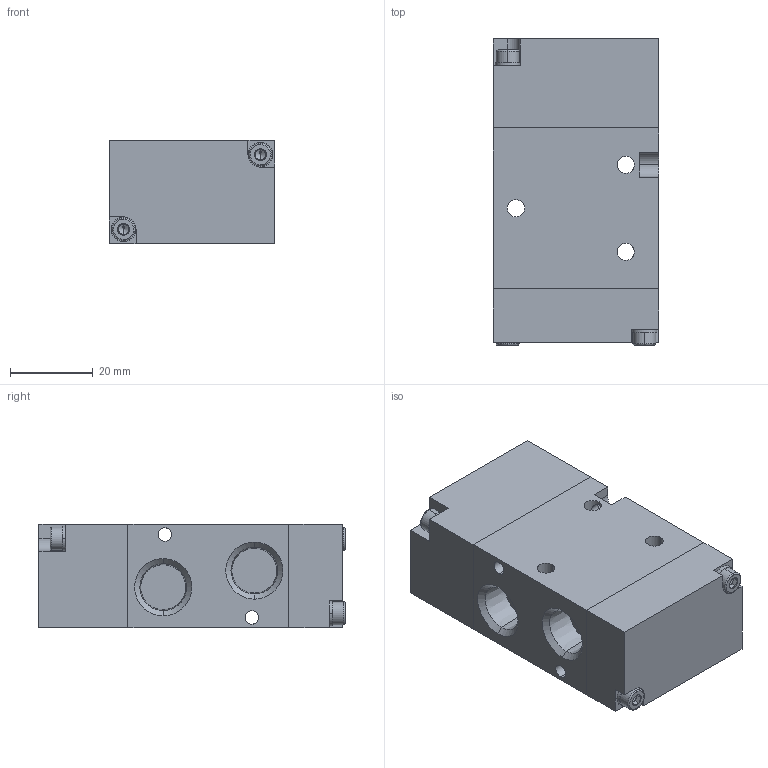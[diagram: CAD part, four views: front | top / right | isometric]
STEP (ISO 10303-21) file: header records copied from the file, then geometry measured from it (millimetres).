
FILE_DESCRIPTION (( 'STEP AP203' ), '1' );
FILE_NAME ('7020010400U.step', '2024-02-07T21:32:41', ( '' ), ( '' ), 'SwSTEP 2.0', 'SolidWorks 2023', '' );
FILE_SCHEMA (( 'CONFIG_CONTROL_DESIGN' ));
Length unit declared in the file: inch
Products named in the file (1): 7020010400U
Bounding box: 40 x 73.9 x 25 mm (x, y, z)
Volume: 68481.8 mm3; surface area: 19149 mm2
Topology: 11 solids, 11 shells, 233 faces, 525 edges, 314 vertices
Faces by surface type: plane 108, cylinder 55, cone 46, bspline 24
Entity records: 7312 total; most frequent: CARTESIAN_POINT 2097, DIRECTION 1091, ORIENTED_EDGE 1034, EDGE_CURVE 517, AXIS2_PLACEMENT_3D 412, VERTEX_POINT 314, LINE 267, VECTOR 267
